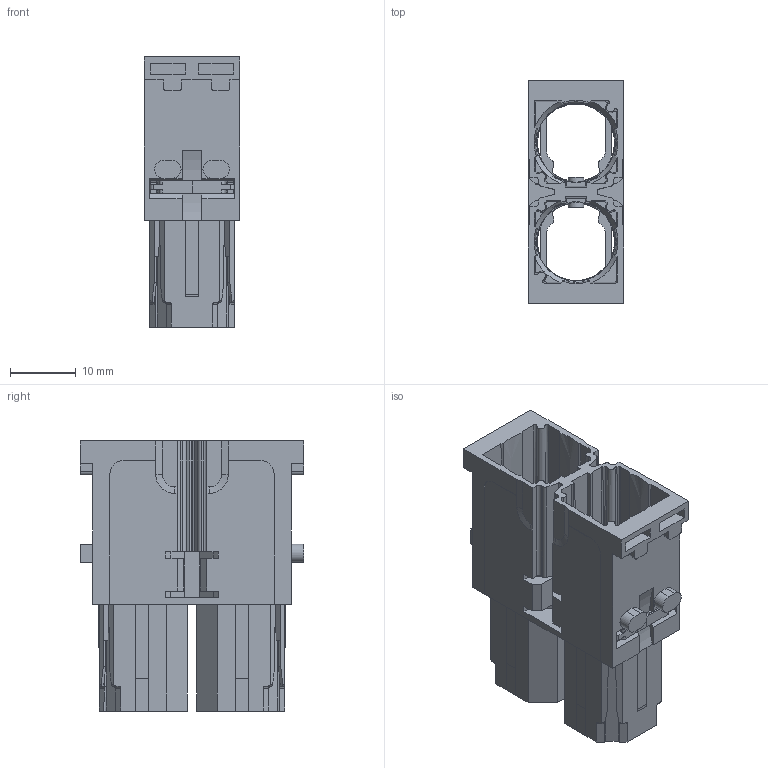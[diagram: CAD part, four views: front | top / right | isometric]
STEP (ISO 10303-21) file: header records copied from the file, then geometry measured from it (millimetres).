
FILE_DESCRIPTION(('CATIA V5 STEP Exchange','CAx-IF Rec.Pracs.--- Model Styling and Organization---1.4--- 2014-01-23'),'2;1');
FILE_NAME ('013222-2_3', '2019-03-27T09:16:38+00:00', ('none'), ('Weidmueller'), 'CATIA Version 5-6 Release 2016 SP3 HF44', 'CATIA V5 STEP AP214', 'none');
FILE_SCHEMA(('AUTOMOTIVE_DESIGN { 1 0 10303 214 1 1 1 1 }'));
Length unit declared in the file: millimetre
Products named in the file (1): 1429020000
Bounding box: 14.5 x 34 x 41.2 mm (x, y, z)
Volume: 5103.4 mm3; surface area: 9344.5 mm2
Topology: 1 solids, 1 shells, 773 faces, 2318 edges, 1541 vertices
Faces by surface type: plane 546, cylinder 169, cone 40, bspline 14, extrusion 4
Entity records: 26824 total; most frequent: CARTESIAN_POINT 7568, ORIENTED_EDGE 4636, DIRECTION 2952, EDGE_CURVE 2318, VECTOR 1584, LINE 1580, VERTEX_POINT 1541, AXIS2_PLACEMENT_3D 844
